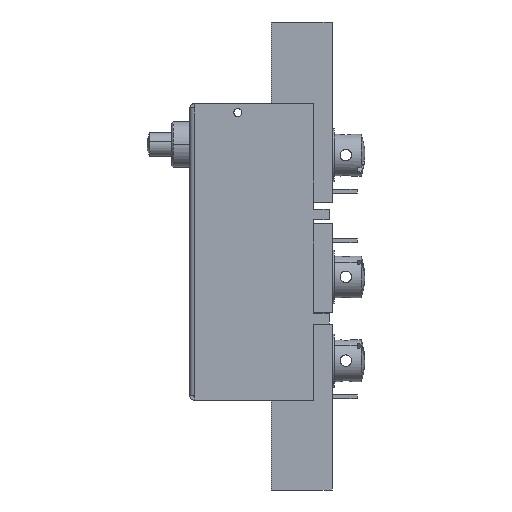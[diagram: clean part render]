
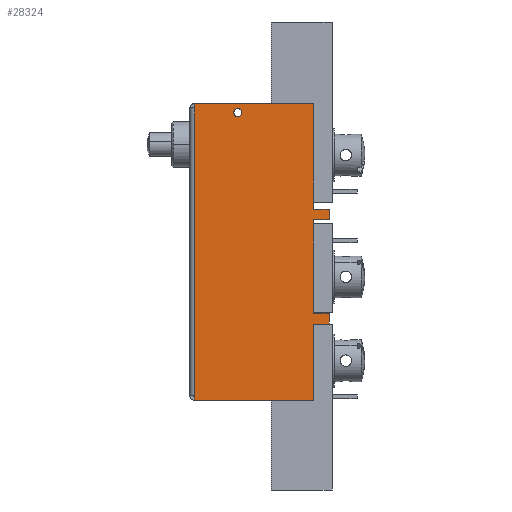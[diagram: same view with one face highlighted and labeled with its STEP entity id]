
A CAD part, left-side view. The second image highlights one B-rep face of the part: STEP entity #28324.
In plain terms, the highlighted planar face has unit normal (-1, 0, 0).
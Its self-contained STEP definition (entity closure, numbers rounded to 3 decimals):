
#109 = CARTESIAN_POINT ( 'NONE',  ( -0.5, 18.1, 31.3 ) ) ;
#177 = EDGE_CURVE ( 'NONE', #18421, #22790, #15439, .T. ) ;
#217 = DIRECTION ( 'NONE',  ( 0., 1., 0. ) ) ;
#290 = VERTEX_POINT ( 'NONE', #26510 ) ;
#355 = LINE ( 'NONE', #20037, #12353 ) ;
#597 = DIRECTION ( 'NONE',  ( -1., 0., 0. ) ) ;
#1407 = AXIS2_PLACEMENT_3D ( 'NONE', #16831, #3299, #19103 ) ;
#1556 = EDGE_CURVE ( 'NONE', #16781, #2727, #3288, .T. ) ;
#1595 = ORIENTED_EDGE ( 'NONE', *, *, #29344, .F. ) ;
#1917 = EDGE_CURVE ( 'NONE', #27102, #25165, #27837, .T. ) ;
#1923 = CARTESIAN_POINT ( 'NONE',  ( -0.5, 2.4, 21.8 ) ) ;
#2484 = CARTESIAN_POINT ( 'NONE',  ( -0.5, 12.4, 49.6 ) ) ;
#2727 = VERTEX_POINT ( 'NONE', #8019 ) ;
#2754 = LINE ( 'NONE', #6004, #8058 ) ;
#3288 = LINE ( 'NONE', #4614, #14579 ) ;
#3299 = DIRECTION ( 'NONE',  ( 1., 0., 0. ) ) ;
#3326 = VECTOR ( 'NONE', #10529, 1000. ) ;
#3715 = VECTOR ( 'NONE', #14144, 1000. ) ;
#3817 = CARTESIAN_POINT ( 'NONE',  ( -0.5, 2.4, 50.8 ) ) ;
#4290 = VECTOR ( 'NONE', #11381, 1000. ) ;
#4295 = ORIENTED_EDGE ( 'NONE', *, *, #22629, .F. ) ;
#4614 = CARTESIAN_POINT ( 'NONE',  ( -0.5, 18.1, 31.3 ) ) ;
#4754 = DIRECTION ( 'NONE',  ( 0., -1., 0. ) ) ;
#4779 = VERTEX_POINT ( 'NONE', #17370 ) ;
#4820 = CARTESIAN_POINT ( 'NONE',  ( -0.5, 0.4, 35.5 ) ) ;
#5106 = VECTOR ( 'NONE', #217, 1000. ) ;
#5184 = CARTESIAN_POINT ( 'NONE',  ( -0.5, 10.501, 50.8 ) ) ;
#5411 = PLANE ( 'NONE',  #1407 ) ;
#5614 = ORIENTED_EDGE ( 'NONE', *, *, #7876, .F. ) ;
#5802 = EDGE_LOOP ( 'NONE', ( #4295, #10425, #11781, #5927, #5829, #13796, #6131, #5614, #11645, #13973, #8115, #28176, #21085, #18048 ) ) ;
#5829 = ORIENTED_EDGE ( 'NONE', *, *, #28355, .F. ) ;
#5902 = VECTOR ( 'NONE', #28618, 1000. ) ;
#5911 = CARTESIAN_POINT ( 'NONE',  ( -0.5, 2.4, 36.9 ) ) ;
#5927 = ORIENTED_EDGE ( 'NONE', *, *, #177, .F. ) ;
#5945 = VECTOR ( 'NONE', #18253, 1000. ) ;
#6004 = CARTESIAN_POINT ( 'NONE',  ( -0.5, 0.4, 31.3 ) ) ;
#6131 = ORIENTED_EDGE ( 'NONE', *, *, #10350, .F. ) ;
#6154 = DIRECTION ( 'NONE',  ( 0., 1., 0. ) ) ;
#6601 = ORIENTED_EDGE ( 'NONE', *, *, #22154, .F. ) ;
#7243 = VERTEX_POINT ( 'NONE', #26376 ) ;
#7545 = CARTESIAN_POINT ( 'NONE',  ( -0.5, 2.4, 31.3 ) ) ;
#7876 = EDGE_CURVE ( 'NONE', #7243, #14360, #355, .T. ) ;
#8019 = CARTESIAN_POINT ( 'NONE',  ( -0.5, 18.1, 12.4 ) ) ;
#8058 = VECTOR ( 'NONE', #21824, 1000. ) ;
#8115 = ORIENTED_EDGE ( 'NONE', *, *, #26610, .F. ) ;
#8298 = CARTESIAN_POINT ( 'NONE',  ( -0.5, 18.1, 31.3 ) ) ;
#8464 = EDGE_CURVE ( 'NONE', #26643, #11313, #27365, .T. ) ;
#9146 = CARTESIAN_POINT ( 'NONE',  ( -0.5, 10.501, 36.9 ) ) ;
#9296 = VECTOR ( 'NONE', #20875, 1000. ) ;
#10350 = EDGE_CURVE ( 'NONE', #14360, #4779, #26104, .T. ) ;
#10425 = ORIENTED_EDGE ( 'NONE', *, *, #1556, .F. ) ;
#10471 = CARTESIAN_POINT ( 'NONE',  ( -0.5, 10.501, 23.2 ) ) ;
#10529 = DIRECTION ( 'NONE',  ( 0., 0., 1. ) ) ;
#11006 = CARTESIAN_POINT ( 'NONE',  ( -0.5, 0.4, 31.3 ) ) ;
#11273 = DIRECTION ( 'NONE',  ( 0., 0., 1. ) ) ;
#11313 = VERTEX_POINT ( 'NONE', #4820 ) ;
#11381 = DIRECTION ( 'NONE',  ( 0., -1., 0. ) ) ;
#11645 = ORIENTED_EDGE ( 'NONE', *, *, #26023, .F. ) ;
#11715 = CARTESIAN_POINT ( 'NONE',  ( -0.5, 12.925, 49.6 ) ) ;
#11781 = ORIENTED_EDGE ( 'NONE', *, *, #25815, .F. ) ;
#11868 = CIRCLE ( 'NONE', #16510, 0.525 ) ;
#12118 = DIRECTION ( 'NONE',  ( 0., 0., -1. ) ) ;
#12353 = VECTOR ( 'NONE', #22343, 1000. ) ;
#12505 = VECTOR ( 'NONE', #6154, 1000. ) ;
#12687 = CARTESIAN_POINT ( 'NONE',  ( -0.5, 18.1, 11.8 ) ) ;
#12856 = EDGE_LOOP ( 'NONE', ( #1595, #6601 ) ) ;
#13214 = LINE ( 'NONE', #21986, #12505 ) ;
#13405 = VECTOR ( 'NONE', #11273, 1000. ) ;
#13614 = VERTEX_POINT ( 'NONE', #11715 ) ;
#13796 = ORIENTED_EDGE ( 'NONE', *, *, #25118, .F. ) ;
#13973 = ORIENTED_EDGE ( 'NONE', *, *, #8464, .F. ) ;
#14008 = CARTESIAN_POINT ( 'NONE',  ( -0.5, 2.4, 23.2 ) ) ;
#14114 = CARTESIAN_POINT ( 'NONE',  ( -0.5, 12.4, 49.6 ) ) ;
#14144 = DIRECTION ( 'NONE',  ( 0., -1., 0. ) ) ;
#14360 = VERTEX_POINT ( 'NONE', #14008 ) ;
#14579 = VECTOR ( 'NONE', #17915, 1000. ) ;
#14988 = CARTESIAN_POINT ( 'NONE',  ( -0.5, 18.1, 50.8 ) ) ;
#15310 = LINE ( 'NONE', #8298, #3326 ) ;
#15416 = VERTEX_POINT ( 'NONE', #5911 ) ;
#15439 = LINE ( 'NONE', #7545, #21502 ) ;
#15766 = EDGE_CURVE ( 'NONE', #20963, #27102, #25522, .T. ) ;
#15959 = CARTESIAN_POINT ( 'NONE',  ( -0.5, 2.4, 31.3 ) ) ;
#16208 = AXIS2_PLACEMENT_3D ( 'NONE', #14114, #597, #16386 ) ;
#16386 = DIRECTION ( 'NONE',  ( 0., -1., 0. ) ) ;
#16510 = AXIS2_PLACEMENT_3D ( 'NONE', #2484, #18265, #4754 ) ;
#16781 = VERTEX_POINT ( 'NONE', #12687 ) ;
#16831 = CARTESIAN_POINT ( 'NONE',  ( -0.5, 10.501, 31.3 ) ) ;
#16844 = LINE ( 'NONE', #16925, #22182 ) ;
#16925 = CARTESIAN_POINT ( 'NONE',  ( -0.5, 10.501, 21.8 ) ) ;
#17370 = CARTESIAN_POINT ( 'NONE',  ( -0.5, 0.4, 23.2 ) ) ;
#17915 = DIRECTION ( 'NONE',  ( 0., 0., 1. ) ) ;
#18048 = ORIENTED_EDGE ( 'NONE', *, *, #15766, .F. ) ;
#18253 = DIRECTION ( 'NONE',  ( 0., 0., -1. ) ) ;
#18265 = DIRECTION ( 'NONE',  ( -1., 0., 0. ) ) ;
#18421 = VERTEX_POINT ( 'NONE', #1923 ) ;
#18968 = FACE_OUTER_BOUND ( 'NONE', #5802, .T. ) ;
#18992 = CIRCLE ( 'NONE', #16208, 0.525 ) ;
#19103 = DIRECTION ( 'NONE',  ( 0., 1., 0. ) ) ;
#19902 = EDGE_CURVE ( 'NONE', #25165, #15416, #28621, .T. ) ;
#20037 = CARTESIAN_POINT ( 'NONE',  ( -0.5, 2.4, 31.3 ) ) ;
#20875 = DIRECTION ( 'NONE',  ( 0., 0., -1. ) ) ;
#20963 = VERTEX_POINT ( 'NONE', #26794 ) ;
#21085 = ORIENTED_EDGE ( 'NONE', *, *, #1917, .F. ) ;
#21502 = VECTOR ( 'NONE', #12118, 1000. ) ;
#21824 = DIRECTION ( 'NONE',  ( 0., 0., -1. ) ) ;
#21986 = CARTESIAN_POINT ( 'NONE',  ( -0.5, 10.501, 11.8 ) ) ;
#22154 = EDGE_CURVE ( 'NONE', #13614, #26240, #11868, .T. ) ;
#22182 = VECTOR ( 'NONE', #23697, 1000. ) ;
#22343 = DIRECTION ( 'NONE',  ( 0., 0., -1. ) ) ;
#22352 = LINE ( 'NONE', #9146, #4290 ) ;
#22629 = EDGE_CURVE ( 'NONE', #2727, #20963, #15310, .T. ) ;
#22790 = VERTEX_POINT ( 'NONE', #24612 ) ;
#23697 = DIRECTION ( 'NONE',  ( 0., 1., 0. ) ) ;
#24612 = CARTESIAN_POINT ( 'NONE',  ( -0.5, 2.4, 11.8 ) ) ;
#25058 = FACE_BOUND ( 'NONE', #12856, .T. ) ;
#25098 = CARTESIAN_POINT ( 'NONE',  ( -0.5, 0.4, 36.9 ) ) ;
#25118 = EDGE_CURVE ( 'NONE', #4779, #290, #2754, .T. ) ;
#25165 = VERTEX_POINT ( 'NONE', #3817 ) ;
#25522 = LINE ( 'NONE', #109, #13405 ) ;
#25815 = EDGE_CURVE ( 'NONE', #22790, #16781, #13214, .T. ) ;
#26023 = EDGE_CURVE ( 'NONE', #11313, #7243, #29193, .T. ) ;
#26104 = LINE ( 'NONE', #10471, #5902 ) ;
#26240 = VERTEX_POINT ( 'NONE', #28137 ) ;
#26376 = CARTESIAN_POINT ( 'NONE',  ( -0.5, 2.4, 35.5 ) ) ;
#26510 = CARTESIAN_POINT ( 'NONE',  ( -0.5, 0.4, 21.8 ) ) ;
#26610 = EDGE_CURVE ( 'NONE', #15416, #26643, #22352, .T. ) ;
#26643 = VERTEX_POINT ( 'NONE', #25098 ) ;
#26794 = CARTESIAN_POINT ( 'NONE',  ( -0.5, 18.1, 50.2 ) ) ;
#27102 = VERTEX_POINT ( 'NONE', #14988 ) ;
#27257 = CARTESIAN_POINT ( 'NONE',  ( -0.5, 10.501, 35.5 ) ) ;
#27365 = LINE ( 'NONE', #11006, #9296 ) ;
#27837 = LINE ( 'NONE', #5184, #3715 ) ;
#28137 = CARTESIAN_POINT ( 'NONE',  ( -0.5, 11.875, 49.6 ) ) ;
#28176 = ORIENTED_EDGE ( 'NONE', *, *, #19902, .F. ) ;
#28324 = ADVANCED_FACE ( 'NONE', ( #25058, #18968 ), #5411, .F. ) ;
#28355 = EDGE_CURVE ( 'NONE', #290, #18421, #16844, .T. ) ;
#28618 = DIRECTION ( 'NONE',  ( 0., -1., 0. ) ) ;
#28621 = LINE ( 'NONE', #15959, #5945 ) ;
#29193 = LINE ( 'NONE', #27257, #5106 ) ;
#29344 = EDGE_CURVE ( 'NONE', #26240, #13614, #18992, .T. ) ;
